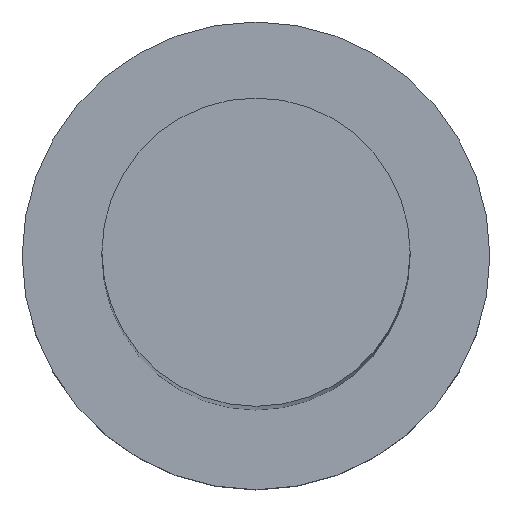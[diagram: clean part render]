
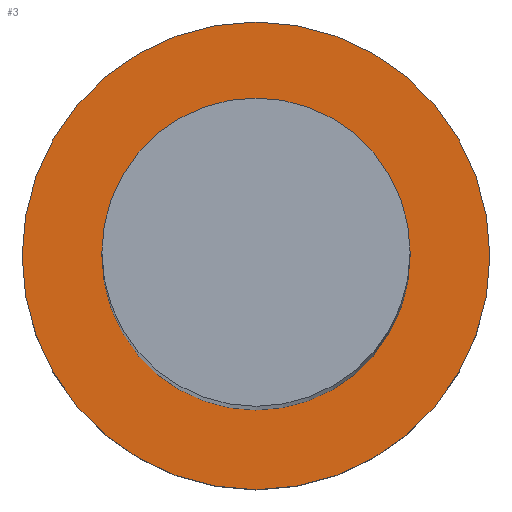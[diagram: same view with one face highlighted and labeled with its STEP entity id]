
A CAD part, top view. The second image highlights one B-rep face of the part: STEP entity #3.
In plain terms, the highlighted planar face has unit normal (0, 0, 1).
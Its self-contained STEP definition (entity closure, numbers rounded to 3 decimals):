
#1 = EDGE_CURVE ( 'NONE', #173, #249, #216, .T. ) ;
#3 = ADVANCED_FACE ( 'NONE', ( #206, #187 ), #207, .T. ) ;
#7 = CARTESIAN_POINT ( 'NONE',  ( 0., 0., 7. ) ) ;
#16 = VERTEX_POINT ( 'NONE', #175 ) ;
#17 = CARTESIAN_POINT ( 'NONE',  ( 0., 0., 7. ) ) ;
#41 = DIRECTION ( 'NONE',  ( 0., 0., 1. ) ) ;
#43 = DIRECTION ( 'NONE',  ( 0., 0., 1. ) ) ;
#50 = EDGE_CURVE ( 'NONE', #16, #94, #130, .T. ) ;
#54 = EDGE_LOOP ( 'NONE', ( #77, #133 ) ) ;
#55 = DIRECTION ( 'NONE',  ( 0., 0., 1. ) ) ;
#58 = CARTESIAN_POINT ( 'NONE',  ( -7.25, 0., 7. ) ) ;
#60 = DIRECTION ( 'NONE',  ( 1., 0., 0. ) ) ;
#77 = ORIENTED_EDGE ( 'NONE', *, *, #1, .T. ) ;
#78 = DIRECTION ( 'NONE',  ( 0., 0., 1. ) ) ;
#90 = AXIS2_PLACEMENT_3D ( 'NONE', #17, #55, #132 ) ;
#92 = AXIS2_PLACEMENT_3D ( 'NONE', #154, #78, #60 ) ;
#94 = VERTEX_POINT ( 'NONE', #58 ) ;
#101 = EDGE_CURVE ( 'NONE', #94, #16, #164, .T. ) ;
#120 = CARTESIAN_POINT ( 'NONE',  ( -11., 0., 7. ) ) ;
#130 = CIRCLE ( 'NONE', #233, 7.25 ) ;
#132 = DIRECTION ( 'NONE',  ( 1., 0., 0. ) ) ;
#133 = ORIENTED_EDGE ( 'NONE', *, *, #179, .T. ) ;
#135 = EDGE_LOOP ( 'NONE', ( #149, #169 ) ) ;
#139 = AXIS2_PLACEMENT_3D ( 'NONE', #153, #43, #190 ) ;
#142 = DIRECTION ( 'NONE',  ( 1., 0., 0. ) ) ;
#149 = ORIENTED_EDGE ( 'NONE', *, *, #101, .F. ) ;
#153 = CARTESIAN_POINT ( 'NONE',  ( 0., 0., 7. ) ) ;
#154 = CARTESIAN_POINT ( 'NONE',  ( 0., 0., 7. ) ) ;
#164 = CIRCLE ( 'NONE', #92, 7.25 ) ;
#169 = ORIENTED_EDGE ( 'NONE', *, *, #50, .F. ) ;
#172 = DIRECTION ( 'NONE',  ( 1., 0., 0. ) ) ;
#173 = VERTEX_POINT ( 'NONE', #120 ) ;
#175 = CARTESIAN_POINT ( 'NONE',  ( 7.25, 0., 7. ) ) ;
#179 = EDGE_CURVE ( 'NONE', #249, #173, #229, .T. ) ;
#187 = FACE_OUTER_BOUND ( 'NONE', #54, .T. ) ;
#190 = DIRECTION ( 'NONE',  ( 1., 0., 0. ) ) ;
#206 = FACE_BOUND ( 'NONE', #135, .T. ) ;
#207 = PLANE ( 'NONE',  #139 ) ;
#215 = DIRECTION ( 'NONE',  ( 0., 0., 1. ) ) ;
#216 = CIRCLE ( 'NONE', #90, 11. ) ;
#217 = CARTESIAN_POINT ( 'NONE',  ( 0., 0., 7. ) ) ;
#221 = AXIS2_PLACEMENT_3D ( 'NONE', #7, #215, #142 ) ;
#229 = CIRCLE ( 'NONE', #221, 11. ) ;
#233 = AXIS2_PLACEMENT_3D ( 'NONE', #217, #41, #172 ) ;
#242 = CARTESIAN_POINT ( 'NONE',  ( 11., 0., 7. ) ) ;
#249 = VERTEX_POINT ( 'NONE', #242 ) ;
